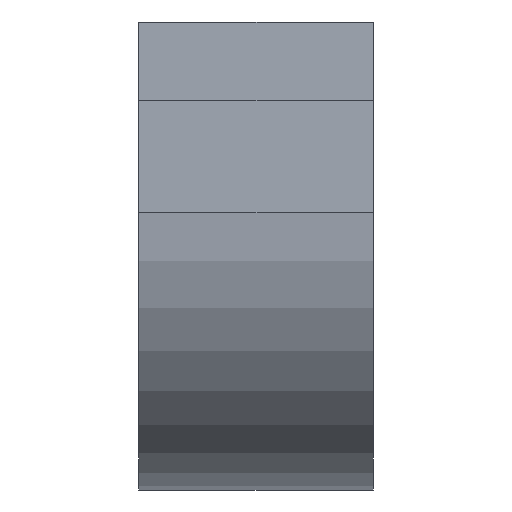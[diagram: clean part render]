
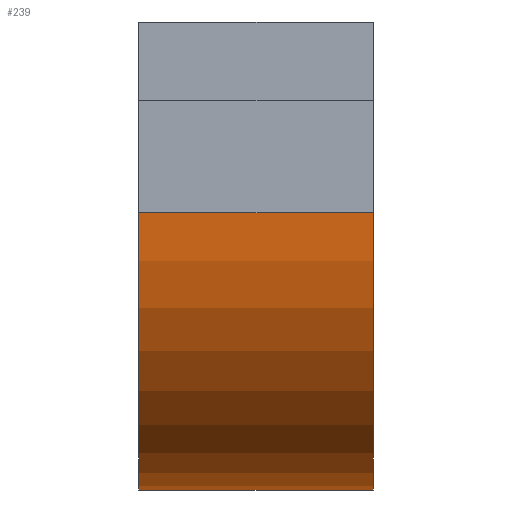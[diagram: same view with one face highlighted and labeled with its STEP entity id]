
A CAD part, left-side view. The second image highlights one B-rep face of the part: STEP entity #239.
In plain terms, the highlighted cylindrical face has radius 17.7 mm (diameter 35.4 mm), a partial arc.
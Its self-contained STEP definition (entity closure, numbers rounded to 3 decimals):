
#15 = DIRECTION ( 'NONE',  ( 0., -1., 0. ) ) ;
#33 = AXIS2_PLACEMENT_3D ( 'NONE', #638, #131, #124 ) ;
#37 = DIRECTION ( 'NONE',  ( 0., 1., 0. ) ) ;
#64 = CARTESIAN_POINT ( 'NONE',  ( -17.7, 0., 0. ) ) ;
#70 = VERTEX_POINT ( 'NONE', #430 ) ;
#73 = ORIENTED_EDGE ( 'NONE', *, *, #255, .F. ) ;
#74 = CIRCLE ( 'NONE', #618, 17.7 ) ;
#82 = CARTESIAN_POINT ( 'NONE',  ( -17.7, 15., 0. ) ) ;
#96 = EDGE_CURVE ( 'NONE', #531, #70, #323, .T. ) ;
#117 = VERTEX_POINT ( 'NONE', #575 ) ;
#118 = CARTESIAN_POINT ( 'NONE',  ( 0., 15., 0. ) ) ;
#124 = DIRECTION ( 'NONE',  ( 0., 0., -1. ) ) ;
#131 = DIRECTION ( 'NONE',  ( 0., -1., 0. ) ) ;
#156 = AXIS2_PLACEMENT_3D ( 'NONE', #556, #37, #596 ) ;
#170 = VECTOR ( 'NONE', #433, 1000. ) ;
#187 = DIRECTION ( 'NONE',  ( 0., 0., 1. ) ) ;
#199 = CIRCLE ( 'NONE', #156, 17.7 ) ;
#211 = CARTESIAN_POINT ( 'NONE',  ( 0., 15., -17.7 ) ) ;
#239 = ADVANCED_FACE ( 'NONE', ( #593 ), #280, .T. ) ;
#255 = EDGE_CURVE ( 'NONE', #531, #117, #74, .T. ) ;
#275 = VERTEX_POINT ( 'NONE', #64 ) ;
#280 = CYLINDRICAL_SURFACE ( 'NONE', #33, 17.7 ) ;
#323 = LINE ( 'NONE', #211, #170 ) ;
#360 = EDGE_LOOP ( 'NONE', ( #73, #573, #540, #507 ) ) ;
#386 = CARTESIAN_POINT ( 'NONE',  ( 0., 15., -17.7 ) ) ;
#394 = EDGE_CURVE ( 'NONE', #70, #275, #199, .T. ) ;
#430 = CARTESIAN_POINT ( 'NONE',  ( 0., 0., -17.7 ) ) ;
#433 = DIRECTION ( 'NONE',  ( 0., -1., 0. ) ) ;
#449 = DIRECTION ( 'NONE',  ( 0., 1., 0. ) ) ;
#473 = VECTOR ( 'NONE', #15, 1000. ) ;
#494 = EDGE_CURVE ( 'NONE', #117, #275, #635, .T. ) ;
#507 = ORIENTED_EDGE ( 'NONE', *, *, #494, .F. ) ;
#531 = VERTEX_POINT ( 'NONE', #386 ) ;
#540 = ORIENTED_EDGE ( 'NONE', *, *, #394, .T. ) ;
#556 = CARTESIAN_POINT ( 'NONE',  ( 0., 0., 0. ) ) ;
#573 = ORIENTED_EDGE ( 'NONE', *, *, #96, .T. ) ;
#575 = CARTESIAN_POINT ( 'NONE',  ( -17.7, 15., 0. ) ) ;
#593 = FACE_OUTER_BOUND ( 'NONE', #360, .T. ) ;
#596 = DIRECTION ( 'NONE',  ( 0., 0., 1. ) ) ;
#618 = AXIS2_PLACEMENT_3D ( 'NONE', #118, #449, #187 ) ;
#635 = LINE ( 'NONE', #82, #473 ) ;
#638 = CARTESIAN_POINT ( 'NONE',  ( 0., 15., 0. ) ) ;
